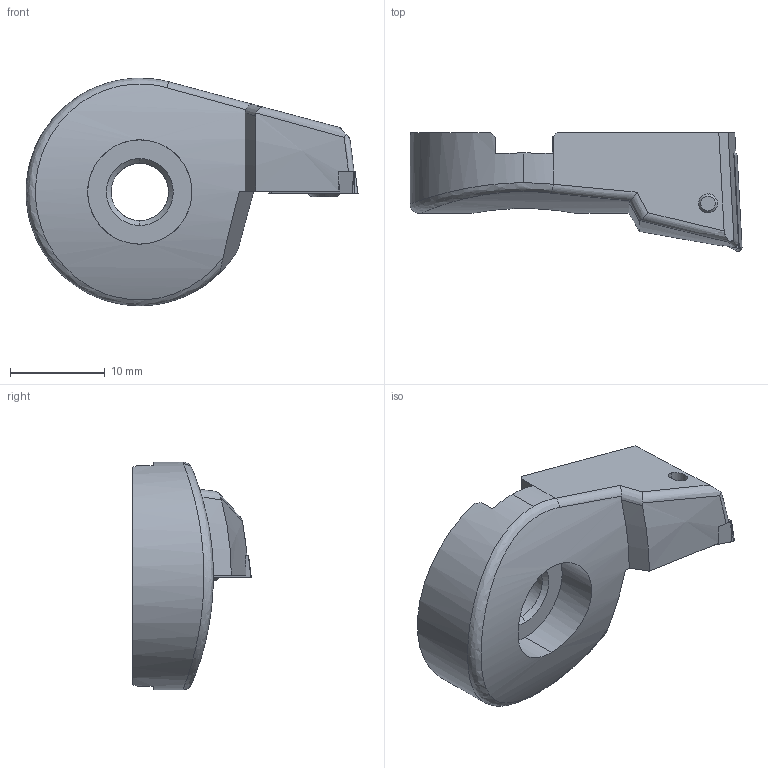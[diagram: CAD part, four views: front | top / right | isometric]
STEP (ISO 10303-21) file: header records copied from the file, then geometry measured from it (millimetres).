
FILE_DESCRIPTION(('no description'),'unknown implementation level');
FILE_NAME('014E78B8-B511-4C2D-AE15-6ADD131FE988_export.stp',' ',('CIMSOURCE GmbH'),('CADClick - KiM GmbH - www.kimweb.de'),'unknown preprocess','ACIS','unknown authorization');
FILE_SCHEMA(('automotive_design'));
Length unit declared in the file: millimetre
Products named in the file (4): 626.271 Kaiser ENH71 TC11 200-235|694.122 Kaiser ETL M2.5x6.5 T7 IP 10S;Kreismuster1; 626.271 Kaiser ENH71 TC11 200-235|655.383 Kaiser TCGT 110204 K10C;Kombinieren1; 626.271 Kaiser ENH71 TC11 200-235|626.271 Kaiser ENH71 TC11 200-235-1;<N016.05 (TC 1102) PLS rechts Freistellung neutral>-<<0640.021>-<Kombinieren1>>; 626.271 Kaiser ENH71 TC11 200-235|626.271 Kaiser ENH71 TC11 200-235;Fase5
Bounding box: 35 x 12.5 x 24 mm (x, y, z)
Volume: 3784.3 mm3; surface area: 2514.1 mm2
Topology: 4 solids, 4 shells, 124 faces, 310 edges, 195 vertices
Faces by surface type: plane 39, cylinder 38, cone 34, torus 8, bspline 5
Entity records: 15691 total; most frequent: CARTESIAN_POINT 9044, DIRECTION 675, STYLED_ITEM 633, PRESENTATION_STYLE_ASSIGNMENT 633, COLOUR_RGB 633, ORIENTED_EDGE 620, EDGE_CURVE 310, CURVE_STYLE 310
